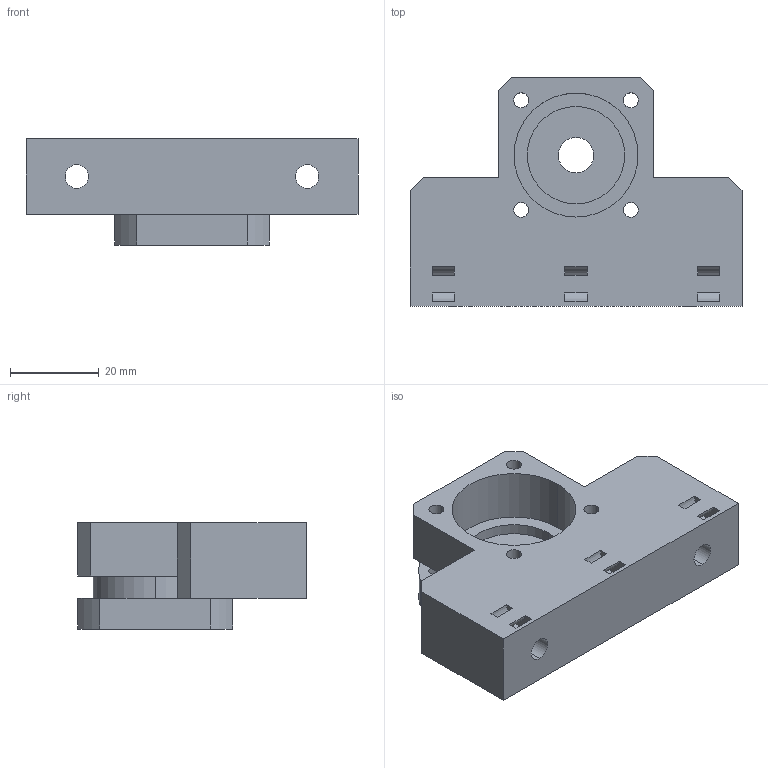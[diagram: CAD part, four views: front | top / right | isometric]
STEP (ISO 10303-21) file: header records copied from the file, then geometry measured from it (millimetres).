
FILE_DESCRIPTION (( 'STEP AP214' ), '1' );
FILE_NAME ('BF__DIY.STEP', '2019-07-07T22:55:08', ( '' ), ( '' ), 'SwSTEP 2.0', 'SolidWorks 2018', '' );
FILE_SCHEMA (( 'AUTOMOTIVE_DESIGN' ));
Length unit declared in the file: millimetre
Products named in the file (3): FF__Housing ; BF__DIY; FF
Assembly tree (2 placements, depth 2):
  BF__DIY
    FF
    FF__Housing 
Bounding box: 75 x 51.65 x 24 mm (x, y, z)
Volume: 42789.2 mm3; surface area: 16059.2 mm2
Topology: 2 solids, 2 shells, 93 faces, 240 edges, 160 vertices
Faces by surface type: cylinder 54, plane 39
Entity records: 3052 total; most frequent: DIRECTION 544, CARTESIAN_POINT 498, ORIENTED_EDGE 480, EDGE_CURVE 240, AXIS2_PLACEMENT_3D 206, VERTEX_POINT 160, EDGE_LOOP 132, LINE 132
